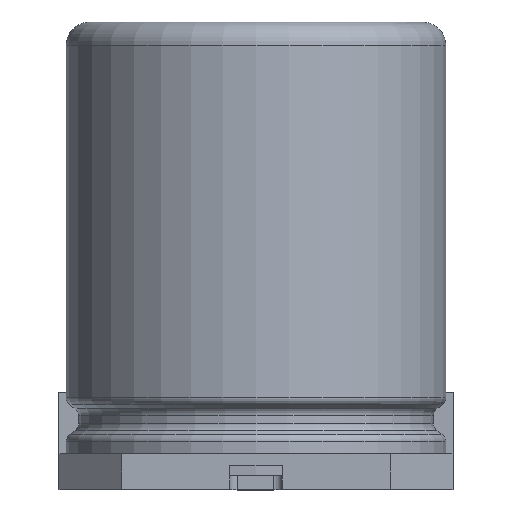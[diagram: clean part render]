
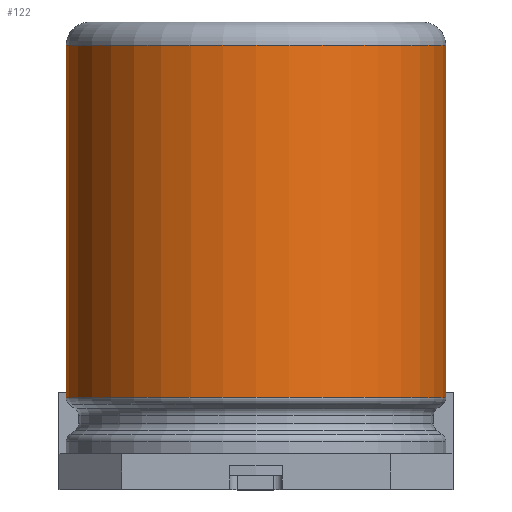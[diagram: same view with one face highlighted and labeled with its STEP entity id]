
A CAD part, top view. The second image highlights one B-rep face of the part: STEP entity #122.
In plain terms, the highlighted cylindrical face has radius 4 mm (diameter 8 mm), a partial arc.
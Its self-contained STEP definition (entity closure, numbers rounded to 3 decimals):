
#7 = EDGE_LOOP ( 'NONE', ( #1619, #1618, #1617, #1616 ) ) ;
#122 = ADVANCED_FACE ( 'NONE', ( #2120 ), #1766, .T. ) ;
#300 = AXIS2_PLACEMENT_3D ( 'NONE', #1091, #1087, #1227 ) ;
#536 = CARTESIAN_POINT ( 'NONE',  ( 5.614, 4., 0. ) ) ;
#537 = CARTESIAN_POINT ( 'NONE',  ( -1.809, 4., 0. ) ) ;
#541 = CARTESIAN_POINT ( 'NONE',  ( -1.809, -4., 0. ) ) ;
#714 = CARTESIAN_POINT ( 'NONE',  ( 5.614, -4., 0. ) ) ;
#1087 = DIRECTION ( 'NONE',  ( -1., 0., 0. ) ) ;
#1091 = CARTESIAN_POINT ( 'NONE',  ( -2.295, 0., 0. ) ) ;
#1227 = DIRECTION ( 'NONE',  ( 0., -1., 0. ) ) ;
#1358 = EDGE_CURVE ( 'NONE', #1953, #1959, #2818, .T. ) ;
#1363 = EDGE_CURVE ( 'NONE', #1949, #1953, #2824, .T. ) ;
#1365 = EDGE_CURVE ( 'NONE', #1960, #1959, #2826, .T. ) ;
#1367 = EDGE_CURVE ( 'NONE', #1949, #1960, #2832, .T. ) ;
#1616 = ORIENTED_EDGE ( 'NONE', *, *, #1363, .F. ) ;
#1617 = ORIENTED_EDGE ( 'NONE', *, *, #1358, .F. ) ;
#1618 = ORIENTED_EDGE ( 'NONE', *, *, #1365, .T. ) ;
#1619 = ORIENTED_EDGE ( 'NONE', *, *, #1367, .T. ) ;
#1766 = CYLINDRICAL_SURFACE ( 'NONE', #300, 4. ) ;
#1949 = VERTEX_POINT ( 'NONE', #714 ) ;
#1953 = VERTEX_POINT ( 'NONE', #541 ) ;
#1959 = VERTEX_POINT ( 'NONE', #537 ) ;
#1960 = VERTEX_POINT ( 'NONE', #536 ) ;
#2013 = AXIS2_PLACEMENT_3D ( 'NONE', #2402, #2401, #2400 ) ;
#2016 = AXIS2_PLACEMENT_3D ( 'NONE', #2377, #2376, #2375 ) ;
#2120 = FACE_OUTER_BOUND ( 'NONE', #7, .T. ) ;
#2375 = DIRECTION ( 'NONE',  ( 0., -1., 0. ) ) ;
#2376 = DIRECTION ( 'NONE',  ( -1., 0., 0. ) ) ;
#2377 = CARTESIAN_POINT ( 'NONE',  ( 5.614, 0., 0. ) ) ;
#2384 = DIRECTION ( 'NONE',  ( -1., 0., 0. ) ) ;
#2386 = DIRECTION ( 'NONE',  ( -1., 0., 0. ) ) ;
#2389 = CARTESIAN_POINT ( 'NONE',  ( -2.295, -4., 0. ) ) ;
#2400 = DIRECTION ( 'NONE',  ( 0., -1., 0. ) ) ;
#2401 = DIRECTION ( 'NONE',  ( -1., 0., 0. ) ) ;
#2402 = CARTESIAN_POINT ( 'NONE',  ( -1.809, 0., 0. ) ) ;
#2404 = CARTESIAN_POINT ( 'NONE',  ( -2.295, 4., 0. ) ) ;
#2818 = CIRCLE ( 'NONE', #2013, 4. ) ;
#2824 = LINE ( 'NONE', #2389, #2827 ) ;
#2826 = LINE ( 'NONE', #2404, #2831 ) ;
#2827 = VECTOR ( 'NONE', #2386, 1000. ) ;
#2831 = VECTOR ( 'NONE', #2384, 1000. ) ;
#2832 = CIRCLE ( 'NONE', #2016, 4. ) ;
